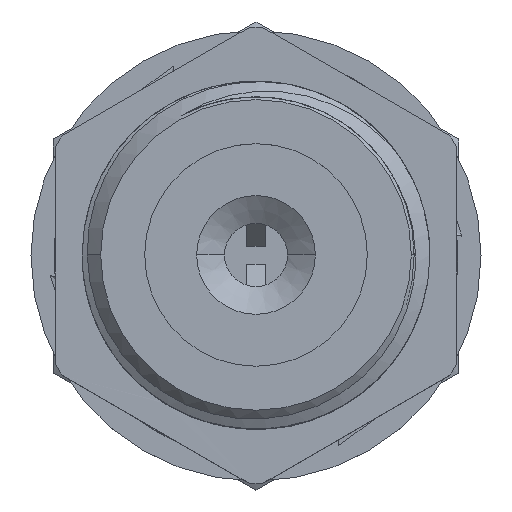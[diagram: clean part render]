
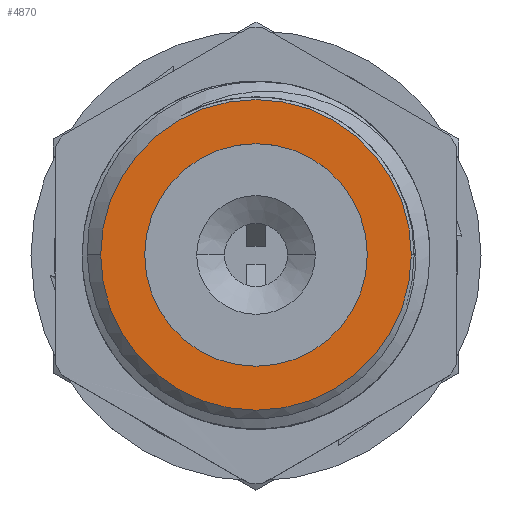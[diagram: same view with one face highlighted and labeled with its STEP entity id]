
A CAD part, top view. The second image highlights one B-rep face of the part: STEP entity #4870.
In plain terms, the highlighted planar face has unit normal (0, 0, 1).
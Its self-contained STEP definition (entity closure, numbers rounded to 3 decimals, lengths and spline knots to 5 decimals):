
#118 = EDGE_CURVE ( 'NONE', #40267, #23735, #10766, .T. ) ;
#1347 = CARTESIAN_POINT ( 'NONE',  ( 0., 0., 0.4625 ) ) ;
#1685 = DIRECTION ( 'NONE',  ( 1., 0., 0. ) ) ;
#1905 = ORIENTED_EDGE ( 'NONE', *, *, #12444, .T. ) ;
#1984 = CARTESIAN_POINT ( 'NONE',  ( -0.12, 0., 0.4625 ) ) ;
#2077 = CARTESIAN_POINT ( 'NONE',  ( -0.1675, 0., 0.4625 ) ) ;
#2096 = CARTESIAN_POINT ( 'NONE',  ( 0., 0., 0.4625 ) ) ;
#2252 = VERTEX_POINT ( 'NONE', #26968 ) ;
#3750 = EDGE_CURVE ( 'NONE', #2252, #8909, #22030, .T. ) ;
#3878 = CIRCLE ( 'NONE', #8162, 0.1675 ) ;
#4870 = ADVANCED_FACE ( 'NONE', ( #5270, #10692 ), #7212, .T. ) ;
#5270 = FACE_BOUND ( 'NONE', #30208, .T. ) ;
#5618 = DIRECTION ( 'NONE',  ( 1., 0., 0. ) ) ;
#7212 = PLANE ( 'NONE',  #35229 ) ;
#7334 = CARTESIAN_POINT ( 'NONE',  ( 0., 0., 0.4625 ) ) ;
#7524 = ORIENTED_EDGE ( 'NONE', *, *, #22209, .F. ) ;
#8162 = AXIS2_PLACEMENT_3D ( 'NONE', #2096, #30421, #27665 ) ;
#8909 = VERTEX_POINT ( 'NONE', #1984 ) ;
#9100 = CARTESIAN_POINT ( 'NONE',  ( 0.1675, 0., 0.4625 ) ) ;
#10692 = FACE_OUTER_BOUND ( 'NONE', #40458, .T. ) ;
#10766 = CIRCLE ( 'NONE', #21238, 0.1675 ) ;
#10806 = DIRECTION ( 'NONE',  ( 1., 0., 0. ) ) ;
#10942 = DIRECTION ( 'NONE',  ( 0., 0., 1. ) ) ;
#11012 = DIRECTION ( 'NONE',  ( 0., 0., 1. ) ) ;
#11143 = ORIENTED_EDGE ( 'NONE', *, *, #3750, .F. ) ;
#12444 = EDGE_CURVE ( 'NONE', #23735, #40267, #3878, .T. ) ;
#17541 = ORIENTED_EDGE ( 'NONE', *, *, #118, .T. ) ;
#18032 = CIRCLE ( 'NONE', #37289, 0.12 ) ;
#19450 = AXIS2_PLACEMENT_3D ( 'NONE', #1347, #11012, #23394 ) ;
#21238 = AXIS2_PLACEMENT_3D ( 'NONE', #39836, #24468, #5618 ) ;
#22030 = CIRCLE ( 'NONE', #19450, 0.12 ) ;
#22209 = EDGE_CURVE ( 'NONE', #8909, #2252, #18032, .T. ) ;
#23394 = DIRECTION ( 'NONE',  ( 1., 0., 0. ) ) ;
#23735 = VERTEX_POINT ( 'NONE', #9100 ) ;
#24468 = DIRECTION ( 'NONE',  ( 0., 0., 1. ) ) ;
#25919 = DIRECTION ( 'NONE',  ( 0., 0., 1. ) ) ;
#26460 = CARTESIAN_POINT ( 'NONE',  ( 0., 0., 0.4625 ) ) ;
#26968 = CARTESIAN_POINT ( 'NONE',  ( 0.12, 0., 0.4625 ) ) ;
#27665 = DIRECTION ( 'NONE',  ( 1., 0., 0. ) ) ;
#30208 = EDGE_LOOP ( 'NONE', ( #11143, #7524 ) ) ;
#30421 = DIRECTION ( 'NONE',  ( 0., 0., 1. ) ) ;
#35229 = AXIS2_PLACEMENT_3D ( 'NONE', #26460, #25919, #10806 ) ;
#37289 = AXIS2_PLACEMENT_3D ( 'NONE', #7334, #10942, #1685 ) ;
#39836 = CARTESIAN_POINT ( 'NONE',  ( 0., 0., 0.4625 ) ) ;
#40267 = VERTEX_POINT ( 'NONE', #2077 ) ;
#40458 = EDGE_LOOP ( 'NONE', ( #17541, #1905 ) ) ;
